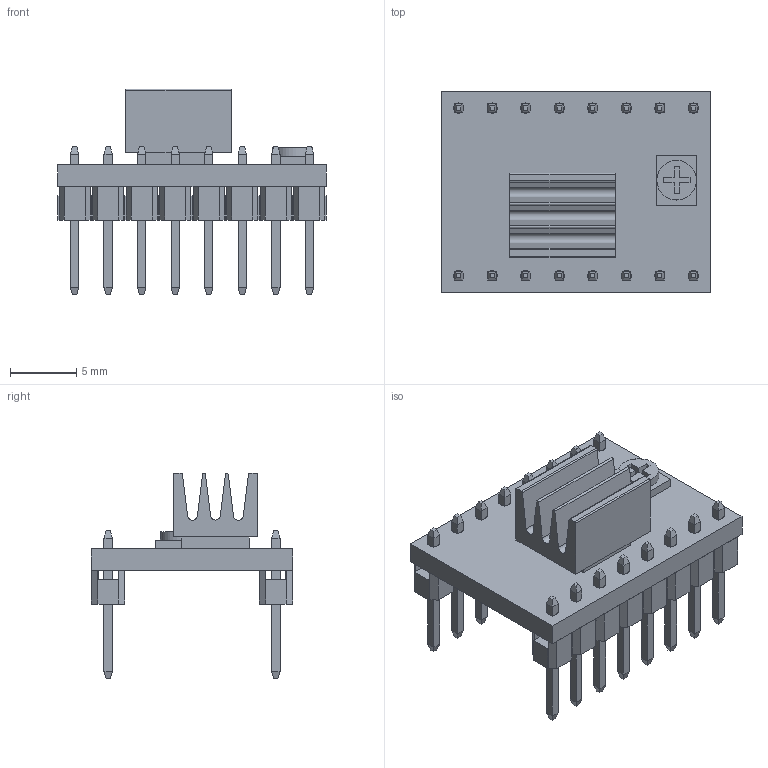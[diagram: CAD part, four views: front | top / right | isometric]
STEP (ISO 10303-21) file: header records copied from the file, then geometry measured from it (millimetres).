
FILE_DESCRIPTION(('FreeCAD Model'),'2;1');
FILE_NAME('pololu-A500.step','2014-12-31T10:57:38',('FreeCAD'),( 'FreeCAD'),'Open CASCADE STEP processor 6.7','FreeCAD','Unknown');
FILE_SCHEMA(('AUTOMOTIVE_DESIGN_CC2 { 1 2 10303 214 -1 1 5 4 }'));
Length unit declared in the file: millimetre
Products named in the file (1): pololu-A500
Bounding box: 20.32 x 15.24 x 15.57 mm (x, y, z)
Volume: 952.2 mm3; surface area: 2297.8 mm2
Topology: 37 solids, 37 shells, 647 faces, 1527 edges, 954 vertices
Faces by surface type: plane 493, bspline 128, cylinder 26
Full cylindrical faces by diameter (mm): 0.78 x16, 3 x1
Entity records: 41806 total; most frequent: CARTESIAN_POINT 7147, DIRECTION 5103, LINE 3909, VECTOR 3909, ORIENTED_EDGE 3054, PCURVE 3054, DEFINITIONAL_REPRESENTATION 3054, EDGE_CURVE 1527
